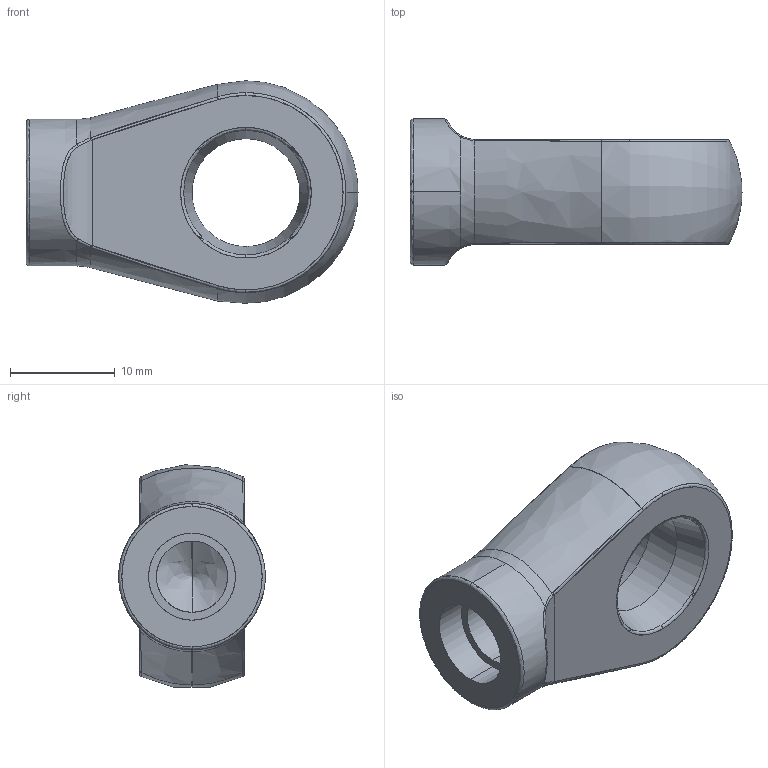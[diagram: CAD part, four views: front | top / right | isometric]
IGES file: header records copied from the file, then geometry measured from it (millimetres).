
Start section: SolidWorks IGES file using analytic representation for surfaces
Global section: file name: Z5 Zinc Eye.IGS; native system: SolidWorks 2012; preprocessor: SolidWorks 2012; author: sam.bullen; date: 130211.160000; units: millimetre
Bounding box: 31.7 x 14 x 21.24 mm (x, y, z)
Surface area: 2238.1 mm2 (no closed solid volume)
Topology: 0 solids, 0 shells, 54 faces, 570 edges, 567 vertices
Faces by surface type: bspline 33, revolution 21
